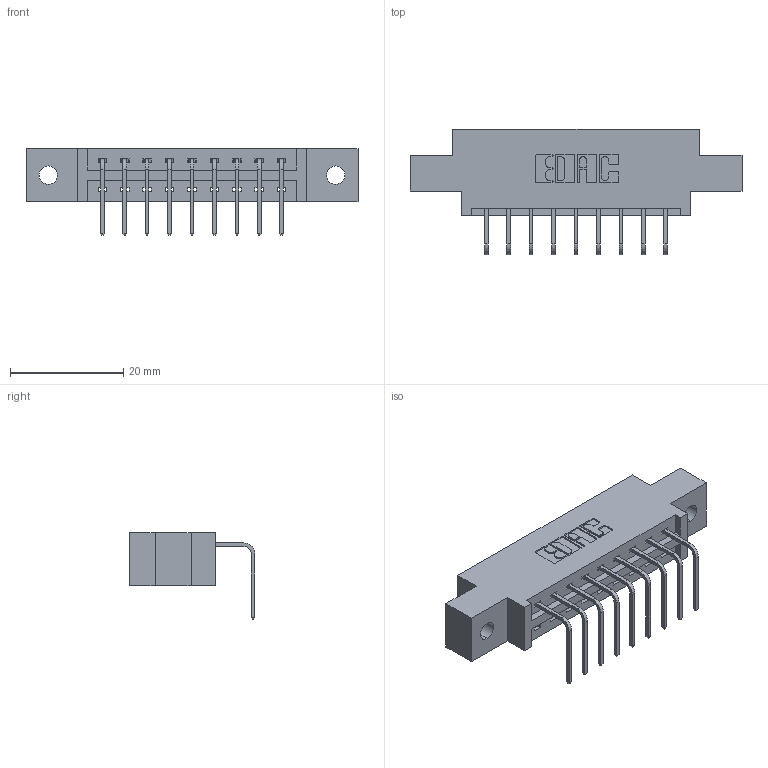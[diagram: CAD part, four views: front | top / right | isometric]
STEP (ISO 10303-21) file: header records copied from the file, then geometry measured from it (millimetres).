
FILE_DESCRIPTION (( 'STEP AP203' ), '1' );
FILE_NAME ('337-009-558-602.STEP', '2019-10-07T11:21:01', ( '' ), ( '' ), 'SwSTEP 2.0', 'SolidWorks 2016', '' );
FILE_SCHEMA (( 'CONFIG_CONTROL_DESIGN' ));
Length unit declared in the file: inch
Products named in the file (3): 345-292-001_558 Tail - 2; 337-009-558-602; 337 Part_0.170 Offset - 0.128 Dia
Assembly tree (10 placements, depth 2):
  337-009-558-602
    337 Part_0.170 Offset - 0.128 Dia
    345-292-001_558 Tail - 2  x9
Bounding box: 58.67 x 22.17 x 15.37 mm (x, y, z)
Volume: 5561 mm3; surface area: 5574.1 mm2
Topology: 10 solids, 10 shells, 694 faces, 2069 edges, 1366 vertices
Faces by surface type: plane 506, cylinder 188
Entity records: 11177 total; most frequent: CARTESIAN_POINT 1953, ORIENTED_EDGE 1898, DIRECTION 1711, EDGE_CURVE 949, LINE 821, VECTOR 821, VERTEX_POINT 630, AXIS2_PLACEMENT_3D 445
